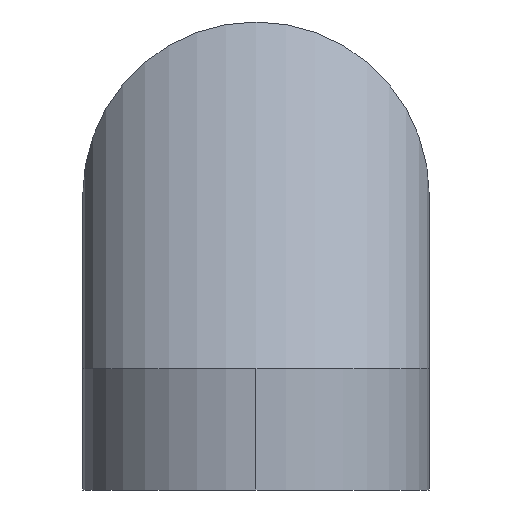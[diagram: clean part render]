
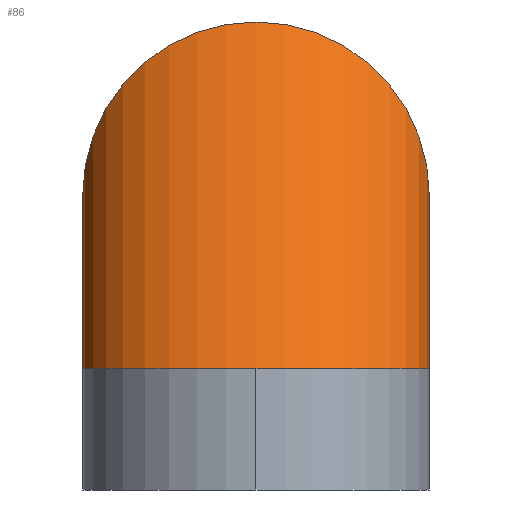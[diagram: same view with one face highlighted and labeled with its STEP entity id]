
A CAD part, left-side view. The second image highlights one B-rep face of the part: STEP entity #86.
In plain terms, the highlighted toroidal (fillet/blend) face has major radius 50 mm and minor radius 50 mm.
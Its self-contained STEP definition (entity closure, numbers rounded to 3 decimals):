
#10 = AXIS2_PLACEMENT_3D ( 'NONE', #26, #114, #135 ) ;
#13 = CARTESIAN_POINT ( 'NONE',  ( -90., 0., -50. ) ) ;
#26 = CARTESIAN_POINT ( 'NONE',  ( -40., 0., -50. ) ) ;
#28 = CIRCLE ( 'NONE', #107, 50. ) ;
#39 = ORIENTED_EDGE ( 'NONE', *, *, #198, .T. ) ;
#40 = ORIENTED_EDGE ( 'NONE', *, *, #159, .F. ) ;
#46 = CARTESIAN_POINT ( 'NONE',  ( -40., 0., 0. ) ) ;
#47 = CARTESIAN_POINT ( 'NONE',  ( -140., 0., -50. ) ) ;
#52 = CIRCLE ( 'NONE', #71, 50. ) ;
#66 = DIRECTION ( 'NONE',  ( 0., 0., 1. ) ) ;
#69 = DIRECTION ( 'NONE',  ( 1., 0., 0. ) ) ;
#71 = AXIS2_PLACEMENT_3D ( 'NONE', #46, #93, #150 ) ;
#76 = CIRCLE ( 'NONE', #215, 50. ) ;
#79 = VERTEX_POINT ( 'NONE', #101 ) ;
#86 = ADVANCED_FACE ( 'NONE', ( #158 ), #203, .T. ) ;
#93 = DIRECTION ( 'NONE',  ( 1., 0., 0. ) ) ;
#96 = EDGE_LOOP ( 'NONE', ( #40, #230, #39, #244 ) ) ;
#101 = CARTESIAN_POINT ( 'NONE',  ( -40., 0., -50. ) ) ;
#105 = DIRECTION ( 'NONE',  ( 1., 0., 0. ) ) ;
#107 = AXIS2_PLACEMENT_3D ( 'NONE', #166, #105, #239 ) ;
#114 = DIRECTION ( 'NONE',  ( 0., 1., 0. ) ) ;
#125 = DIRECTION ( 'NONE',  ( 1., 0., 0. ) ) ;
#135 = DIRECTION ( 'NONE',  ( 0., 0., 1. ) ) ;
#139 = VERTEX_POINT ( 'NONE', #47 ) ;
#150 = DIRECTION ( 'NONE',  ( 0., 0., -1. ) ) ;
#158 = FACE_OUTER_BOUND ( 'NONE', #96, .T. ) ;
#159 = EDGE_CURVE ( 'NONE', #79, #191, #52, .T. ) ;
#166 = CARTESIAN_POINT ( 'NONE',  ( -40., 0., 0. ) ) ;
#179 = EDGE_CURVE ( 'NONE', #79, #139, #76, .T. ) ;
#191 = VERTEX_POINT ( 'NONE', #235 ) ;
#195 = DIRECTION ( 'NONE',  ( 0., 0., 1. ) ) ;
#198 = EDGE_CURVE ( 'NONE', #139, #79, #221, .T. ) ;
#203 = TOROIDAL_SURFACE ( 'NONE', #10, 50., 50. ) ;
#213 = EDGE_CURVE ( 'NONE', #191, #79, #28, .T. ) ;
#215 = AXIS2_PLACEMENT_3D ( 'NONE', #13, #195, #125 ) ;
#219 = CARTESIAN_POINT ( 'NONE',  ( -90., 0., -50. ) ) ;
#221 = CIRCLE ( 'NONE', #231, 50. ) ;
#230 = ORIENTED_EDGE ( 'NONE', *, *, #179, .T. ) ;
#231 = AXIS2_PLACEMENT_3D ( 'NONE', #219, #66, #69 ) ;
#235 = CARTESIAN_POINT ( 'NONE',  ( -40., 0., 50. ) ) ;
#239 = DIRECTION ( 'NONE',  ( 0., 0., -1. ) ) ;
#244 = ORIENTED_EDGE ( 'NONE', *, *, #213, .F. ) ;
